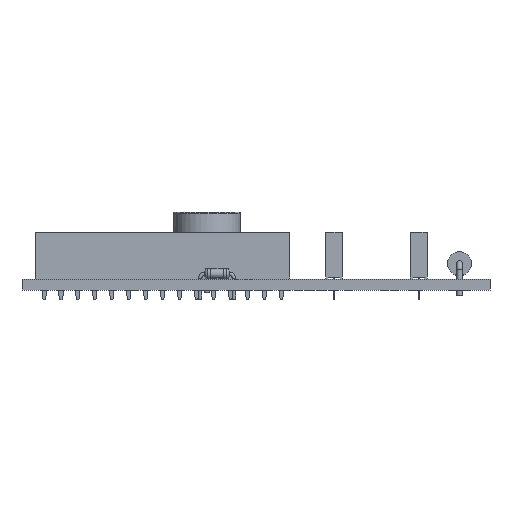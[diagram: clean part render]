
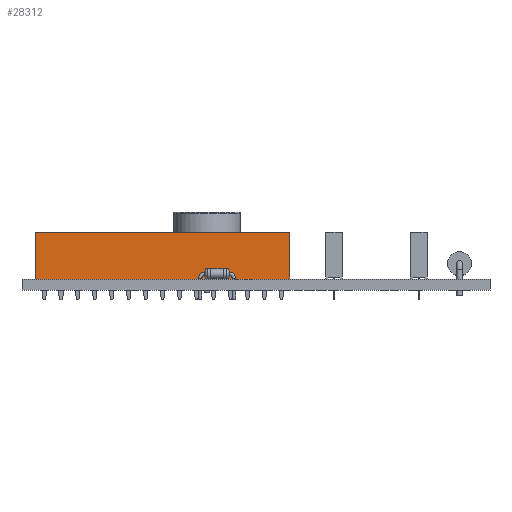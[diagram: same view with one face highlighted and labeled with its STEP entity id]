
A CAD part, left-side view. The second image highlights one B-rep face of the part: STEP entity #28312.
In plain terms, the highlighted planar face has unit normal (-1, 0, 0).
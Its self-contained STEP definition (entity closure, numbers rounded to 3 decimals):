
#22906 = PLANE('',#22907);
#22907 = AXIS2_PLACEMENT_3D('',#22908,#22909,#22910);
#22908 = CARTESIAN_POINT('',(-1.27,-36.83,0.));
#22909 = DIRECTION('',(0.,1.,0.));
#22910 = DIRECTION('',(1.,0.,0.));
#22934 = PLANE('',#22935);
#22935 = AXIS2_PLACEMENT_3D('',#22936,#22937,#22938);
#22936 = CARTESIAN_POINT('',(1.27,-36.83,7.));
#22937 = DIRECTION('',(-0.,0.,-1.));
#22938 = DIRECTION('',(0.,-1.,-0.));
#22962 = PLANE('',#22963);
#22963 = AXIS2_PLACEMENT_3D('',#22964,#22965,#22966);
#22964 = CARTESIAN_POINT('',(1.27,1.27,0.));
#22965 = DIRECTION('',(0.,-1.,0.));
#22966 = DIRECTION('',(-1.,0.,0.));
#23004 = VERTEX_POINT('',#23005);
#23005 = CARTESIAN_POINT('',(-1.27,-36.83,0.));
#23021 = PLANE('',#23022);
#23022 = AXIS2_PLACEMENT_3D('',#23023,#23024,#23025);
#23023 = CARTESIAN_POINT('',(1.27,-36.83,0.));
#23024 = DIRECTION('',(-0.,0.,-1.));
#23025 = DIRECTION('',(0.,-1.,-0.));
#23033 = EDGE_CURVE('',#23004,#23034,#23036,.T.);
#23034 = VERTEX_POINT('',#23035);
#23035 = CARTESIAN_POINT('',(-1.27,-36.83,7.));
#23036 = SURFACE_CURVE('',#23037,(#23041,#23048),.PCURVE_S1.);
#23037 = LINE('',#23038,#23039);
#23038 = CARTESIAN_POINT('',(-1.27,-36.83,0.));
#23039 = VECTOR('',#23040,1.);
#23040 = DIRECTION('',(0.,0.,1.));
#23041 = PCURVE('',#22906,#23042);
#23042 = DEFINITIONAL_REPRESENTATION('',(#23043),#23047);
#23043 = LINE('',#23044,#23045);
#23044 = CARTESIAN_POINT('',(0.,0.));
#23045 = VECTOR('',#23046,1.);
#23046 = DIRECTION('',(0.,-1.));
#23047 = ( GEOMETRIC_REPRESENTATION_CONTEXT(2) 
PARAMETRIC_REPRESENTATION_CONTEXT() REPRESENTATION_CONTEXT('2D SPACE',''
  ) );
#23048 = PCURVE('',#23049,#23054);
#23049 = PLANE('',#23050);
#23050 = AXIS2_PLACEMENT_3D('',#23051,#23052,#23053);
#23051 = CARTESIAN_POINT('',(-1.27,1.27,0.));
#23052 = DIRECTION('',(1.,0.,0.));
#23053 = DIRECTION('',(0.,-1.,0.));
#23054 = DEFINITIONAL_REPRESENTATION('',(#23055),#23059);
#23055 = LINE('',#23056,#23057);
#23056 = CARTESIAN_POINT('',(38.1,0.));
#23057 = VECTOR('',#23058,1.);
#23058 = DIRECTION('',(0.,-1.));
#23059 = ( GEOMETRIC_REPRESENTATION_CONTEXT(2) 
PARAMETRIC_REPRESENTATION_CONTEXT() REPRESENTATION_CONTEXT('2D SPACE',''
  ) );
#23216 = VERTEX_POINT('',#23217);
#23217 = CARTESIAN_POINT('',(-1.27,1.27,7.));
#23238 = EDGE_CURVE('',#23239,#23216,#23241,.T.);
#23239 = VERTEX_POINT('',#23240);
#23240 = CARTESIAN_POINT('',(-1.27,1.27,0.));
#23241 = SURFACE_CURVE('',#23242,(#23246,#23253),.PCURVE_S1.);
#23242 = LINE('',#23243,#23244);
#23243 = CARTESIAN_POINT('',(-1.27,1.27,0.));
#23244 = VECTOR('',#23245,1.);
#23245 = DIRECTION('',(0.,0.,1.));
#23246 = PCURVE('',#22962,#23247);
#23247 = DEFINITIONAL_REPRESENTATION('',(#23248),#23252);
#23248 = LINE('',#23249,#23250);
#23249 = CARTESIAN_POINT('',(2.54,0.));
#23250 = VECTOR('',#23251,1.);
#23251 = DIRECTION('',(0.,-1.));
#23252 = ( GEOMETRIC_REPRESENTATION_CONTEXT(2) 
PARAMETRIC_REPRESENTATION_CONTEXT() REPRESENTATION_CONTEXT('2D SPACE',''
  ) );
#23253 = PCURVE('',#23049,#23254);
#23254 = DEFINITIONAL_REPRESENTATION('',(#23255),#23259);
#23255 = LINE('',#23256,#23257);
#23256 = CARTESIAN_POINT('',(0.,0.));
#23257 = VECTOR('',#23258,1.);
#23258 = DIRECTION('',(0.,-1.));
#23259 = ( GEOMETRIC_REPRESENTATION_CONTEXT(2) 
PARAMETRIC_REPRESENTATION_CONTEXT() REPRESENTATION_CONTEXT('2D SPACE',''
  ) );
#23383 = EDGE_CURVE('',#23216,#23034,#23384,.T.);
#23384 = SURFACE_CURVE('',#23385,(#23389,#23396),.PCURVE_S1.);
#23385 = LINE('',#23386,#23387);
#23386 = CARTESIAN_POINT('',(-1.27,1.27,7.));
#23387 = VECTOR('',#23388,1.);
#23388 = DIRECTION('',(0.,-1.,0.));
#23389 = PCURVE('',#22934,#23390);
#23390 = DEFINITIONAL_REPRESENTATION('',(#23391),#23395);
#23391 = LINE('',#23392,#23393);
#23392 = CARTESIAN_POINT('',(-38.1,2.54));
#23393 = VECTOR('',#23394,1.);
#23394 = DIRECTION('',(1.,0.));
#23395 = ( GEOMETRIC_REPRESENTATION_CONTEXT(2) 
PARAMETRIC_REPRESENTATION_CONTEXT() REPRESENTATION_CONTEXT('2D SPACE',''
  ) );
#23396 = PCURVE('',#23049,#23397);
#23397 = DEFINITIONAL_REPRESENTATION('',(#23398),#23402);
#23398 = LINE('',#23399,#23400);
#23399 = CARTESIAN_POINT('',(0.,-7.));
#23400 = VECTOR('',#23401,1.);
#23401 = DIRECTION('',(1.,0.));
#23402 = ( GEOMETRIC_REPRESENTATION_CONTEXT(2) 
PARAMETRIC_REPRESENTATION_CONTEXT() REPRESENTATION_CONTEXT('2D SPACE',''
  ) );
#25140 = EDGE_CURVE('',#23239,#23004,#25141,.T.);
#25141 = SURFACE_CURVE('',#25142,(#25146,#25153),.PCURVE_S1.);
#25142 = LINE('',#25143,#25144);
#25143 = CARTESIAN_POINT('',(-1.27,1.27,0.));
#25144 = VECTOR('',#25145,1.);
#25145 = DIRECTION('',(0.,-1.,0.));
#25146 = PCURVE('',#23021,#25147);
#25147 = DEFINITIONAL_REPRESENTATION('',(#25148),#25152);
#25148 = LINE('',#25149,#25150);
#25149 = CARTESIAN_POINT('',(-38.1,2.54));
#25150 = VECTOR('',#25151,1.);
#25151 = DIRECTION('',(1.,0.));
#25152 = ( GEOMETRIC_REPRESENTATION_CONTEXT(2) 
PARAMETRIC_REPRESENTATION_CONTEXT() REPRESENTATION_CONTEXT('2D SPACE',''
  ) );
#25153 = PCURVE('',#23049,#25154);
#25154 = DEFINITIONAL_REPRESENTATION('',(#25155),#25159);
#25155 = LINE('',#25156,#25157);
#25156 = CARTESIAN_POINT('',(0.,0.));
#25157 = VECTOR('',#25158,1.);
#25158 = DIRECTION('',(1.,0.));
#25159 = ( GEOMETRIC_REPRESENTATION_CONTEXT(2) 
PARAMETRIC_REPRESENTATION_CONTEXT() REPRESENTATION_CONTEXT('2D SPACE',''
  ) );
#28312 = ADVANCED_FACE('',(#28313),#23049,.F.);
#28313 = FACE_BOUND('',#28314,.F.);
#28314 = EDGE_LOOP('',(#28315,#28316,#28317,#28318));
#28315 = ORIENTED_EDGE('',*,*,#23238,.T.);
#28316 = ORIENTED_EDGE('',*,*,#23383,.T.);
#28317 = ORIENTED_EDGE('',*,*,#23033,.F.);
#28318 = ORIENTED_EDGE('',*,*,#25140,.F.);
